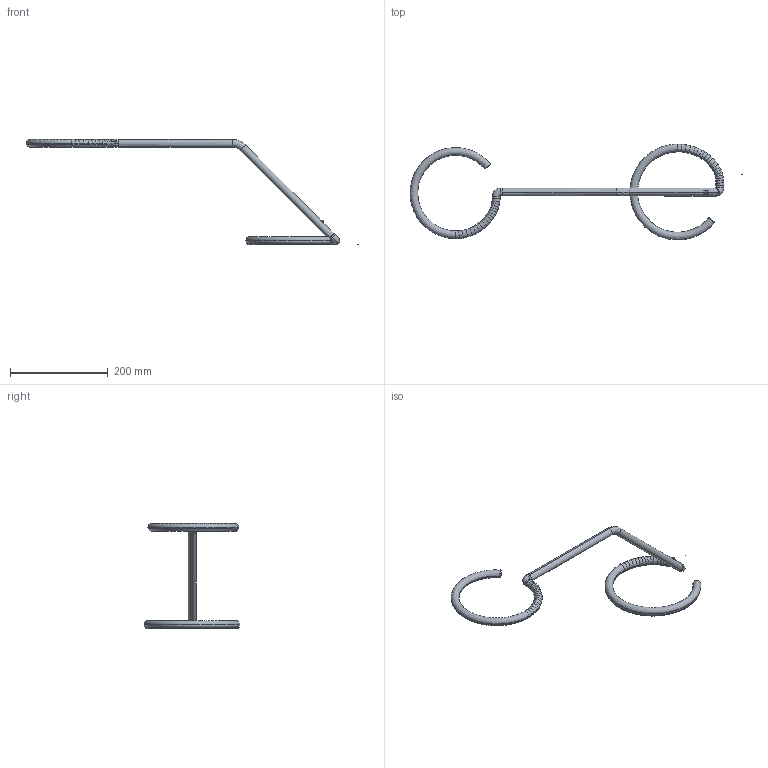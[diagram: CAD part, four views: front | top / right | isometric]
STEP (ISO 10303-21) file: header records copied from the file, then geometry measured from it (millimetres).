
FILE_DESCRIPTION(/* description */ (''),/* implementation_level */ '2;1');
FILE_NAME(/* name */ 'Vine Table',/* time_stamp */ '2022-10-11T12:11:37+02:00',/* author */ (''),/* organization */ (''),/* preprocessor_version */ 'ST-DEVELOPER v16.5',/* originating_system */ 'Rhino 7.22',/* authorisation */ '');
FILE_SCHEMA (('AUTOMOTIVE_DESIGN'));
Length unit declared in the file: millimetre
Products named in the file (1): Document
Bounding box: 678.24 x 195.75 x 214.7 mm (x, y, z)
Volume: 188745.4 mm3; surface area: 94665.6 mm2
Topology: 6 solids, 10 shells, 401 faces, 911 edges, 524 vertices
Faces by surface type: bspline 335, plane 40, cylinder 26
Entity records: 22938 total; most frequent: CARTESIAN_POINT 17570, ORIENTED_EDGE 1788, EDGE_CURVE 903, VERTEX_POINT 518, B_SPLINE_CURVE_WITH_KNOTS 514, EDGE_LOOP 405, ADVANCED_FACE 401, FACE_OUTER_BOUND 401
